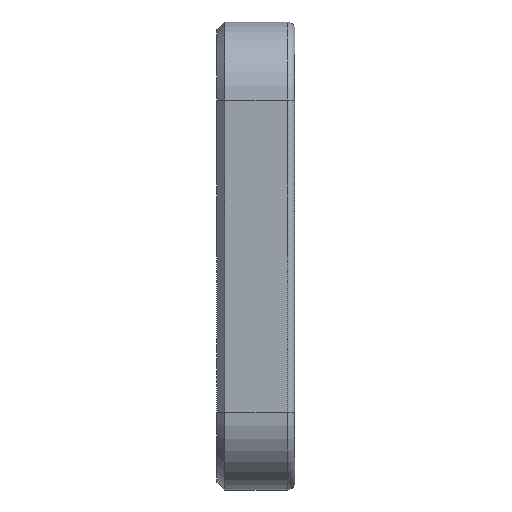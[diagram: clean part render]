
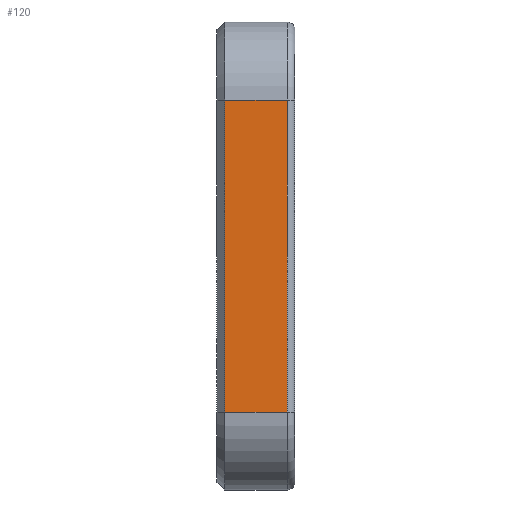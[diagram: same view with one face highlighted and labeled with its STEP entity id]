
A CAD part, front view. The second image highlights one B-rep face of the part: STEP entity #120.
In plain terms, the highlighted planar face has unit normal (0, -1, 0).
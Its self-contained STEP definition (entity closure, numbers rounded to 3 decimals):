
#26 = VERTEX_POINT ( 'NONE', #1694 ) ;
#120 = ADVANCED_FACE ( 'NONE', ( #621 ), #357, .F. ) ;
#154 = DIRECTION ( 'NONE',  ( 0., 0., 1. ) ) ;
#163 = ORIENTED_EDGE ( 'NONE', *, *, #680, .T. ) ;
#195 = ORIENTED_EDGE ( 'NONE', *, *, #417, .T. ) ;
#239 = CARTESIAN_POINT ( 'NONE',  ( 10., -50., -20. ) ) ;
#353 = AXIS2_PLACEMENT_3D ( 'NONE', #811, #970, #154 ) ;
#357 = PLANE ( 'NONE',  #353 ) ;
#404 = EDGE_LOOP ( 'NONE', ( #163, #195, #741, #1510 ) ) ;
#417 = EDGE_CURVE ( 'NONE', #26, #1723, #1724, .T. ) ;
#485 = DIRECTION ( 'NONE',  ( 0., 0., 1. ) ) ;
#616 = VERTEX_POINT ( 'NONE', #650 ) ;
#621 = FACE_OUTER_BOUND ( 'NONE', #404, .T. ) ;
#650 = CARTESIAN_POINT ( 'NONE',  ( 9., -50., -20. ) ) ;
#660 = DIRECTION ( 'NONE',  ( -1., 0., 0. ) ) ;
#680 = EDGE_CURVE ( 'NONE', #1508, #26, #778, .T. ) ;
#741 = ORIENTED_EDGE ( 'NONE', *, *, #1807, .T. ) ;
#778 = LINE ( 'NONE', #2016, #1671 ) ;
#811 = CARTESIAN_POINT ( 'NONE',  ( 10., -50., 30. ) ) ;
#872 = CARTESIAN_POINT ( 'NONE',  ( 1., -50., -20. ) ) ;
#888 = DIRECTION ( 'NONE',  ( 1., 0., 0. ) ) ;
#970 = DIRECTION ( 'NONE',  ( 0., 1., 0. ) ) ;
#1120 = VECTOR ( 'NONE', #1693, 1000. ) ;
#1228 = VECTOR ( 'NONE', #888, 1000. ) ;
#1371 = VECTOR ( 'NONE', #485, 1000. ) ;
#1508 = VERTEX_POINT ( 'NONE', #1563 ) ;
#1510 = ORIENTED_EDGE ( 'NONE', *, *, #1765, .T. ) ;
#1563 = CARTESIAN_POINT ( 'NONE',  ( 9., -50., 20. ) ) ;
#1564 = CARTESIAN_POINT ( 'NONE',  ( 1., -50., -20. ) ) ;
#1671 = VECTOR ( 'NONE', #660, 1000. ) ;
#1672 = LINE ( 'NONE', #1925, #1371 ) ;
#1693 = DIRECTION ( 'NONE',  ( 0., 0., -1. ) ) ;
#1694 = CARTESIAN_POINT ( 'NONE',  ( 1., -50., 20. ) ) ;
#1723 = VERTEX_POINT ( 'NONE', #872 ) ;
#1724 = LINE ( 'NONE', #1564, #1120 ) ;
#1765 = EDGE_CURVE ( 'NONE', #616, #1508, #1672, .T. ) ;
#1807 = EDGE_CURVE ( 'NONE', #1723, #616, #1834, .T. ) ;
#1834 = LINE ( 'NONE', #239, #1228 ) ;
#1925 = CARTESIAN_POINT ( 'NONE',  ( 9., -50., 30. ) ) ;
#2016 = CARTESIAN_POINT ( 'NONE',  ( 10., -50., 20. ) ) ;
